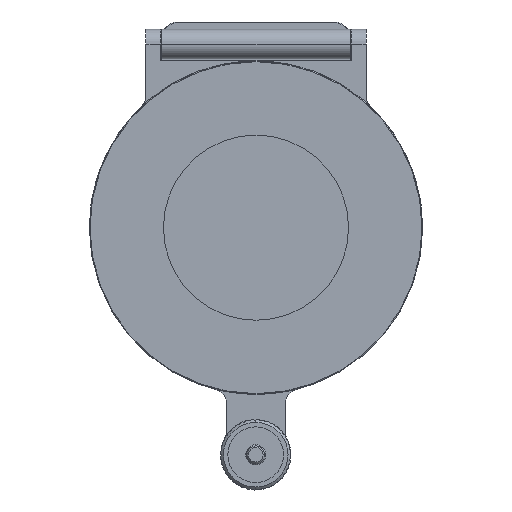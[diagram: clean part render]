
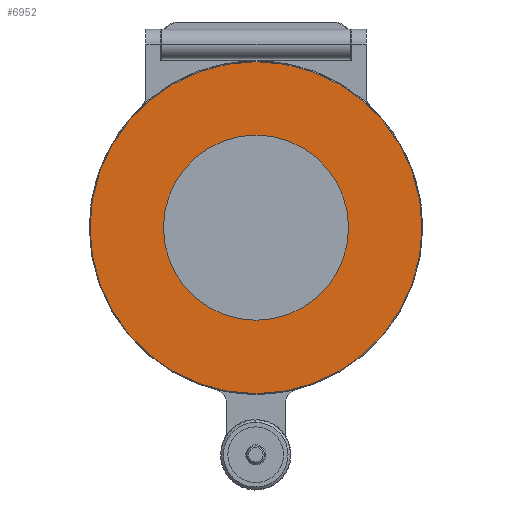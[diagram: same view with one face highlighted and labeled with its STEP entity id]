
A CAD part, front view. The second image highlights one B-rep face of the part: STEP entity #6952.
In plain terms, the highlighted planar face has unit normal (0, -1, 0).
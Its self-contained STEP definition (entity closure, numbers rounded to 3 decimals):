
#294 = EDGE_CURVE ( 'NONE', #3624, #13218, #5930, .T. ) ;
#309 = AXIS2_PLACEMENT_3D ( 'NONE', #1802, #2476, #2754 ) ;
#601 = AXIS2_PLACEMENT_3D ( 'NONE', #7495, #1089, #8557 ) ;
#899 = ORIENTED_EDGE ( 'NONE', *, *, #7897, .F. ) ;
#1089 = DIRECTION ( 'NONE',  ( 0., 1., 0. ) ) ;
#1286 = EDGE_CURVE ( 'NONE', #10255, #5722, #5798, .T. ) ;
#1802 = CARTESIAN_POINT ( 'NONE',  ( 0.001, -37.5, 0. ) ) ;
#2174 = DIRECTION ( 'NONE',  ( -1., 0., 0. ) ) ;
#2476 = DIRECTION ( 'NONE',  ( 0., 1., 0. ) ) ;
#2619 = EDGE_CURVE ( 'NONE', #13218, #3624, #5710, .T. ) ;
#2702 = ORIENTED_EDGE ( 'NONE', *, *, #1286, .F. ) ;
#2754 = DIRECTION ( 'NONE',  ( 1., 0., 0. ) ) ;
#2939 = DIRECTION ( 'NONE',  ( 0., 1., 0. ) ) ;
#3624 = VERTEX_POINT ( 'NONE', #3995 ) ;
#3994 = AXIS2_PLACEMENT_3D ( 'NONE', #9329, #2939, #10381 ) ;
#3995 = CARTESIAN_POINT ( 'NONE',  ( -31.499, -37.5, 0. ) ) ;
#4632 = DIRECTION ( 'NONE',  ( 0., 1., 0. ) ) ;
#5095 = EDGE_LOOP ( 'NONE', ( #5411, #10359 ) ) ;
#5411 = ORIENTED_EDGE ( 'NONE', *, *, #2619, .T. ) ;
#5683 = CIRCLE ( 'NONE', #10243, 56.5 ) ;
#5710 = CIRCLE ( 'NONE', #309, 31.5 ) ;
#5722 = VERTEX_POINT ( 'NONE', #5742 ) ;
#5742 = CARTESIAN_POINT ( 'NONE',  ( -56.499, -37.5, 0. ) ) ;
#5798 = CIRCLE ( 'NONE', #12680, 56.5 ) ;
#5847 = CARTESIAN_POINT ( 'NONE',  ( 0.001, -37.5, 0. ) ) ;
#5930 = CIRCLE ( 'NONE', #3994, 31.5 ) ;
#6945 = DIRECTION ( 'NONE',  ( -1., 0., 0. ) ) ;
#6952 = ADVANCED_FACE ( 'NONE', ( #13201, #7594 ), #12710, .F. ) ;
#7234 = CARTESIAN_POINT ( 'NONE',  ( 31.501, -37.5, 0. ) ) ;
#7420 = CARTESIAN_POINT ( 'NONE',  ( 0.001, -37.5, 0. ) ) ;
#7495 = CARTESIAN_POINT ( 'NONE',  ( 56.751, -37.5, 0. ) ) ;
#7594 = FACE_OUTER_BOUND ( 'NONE', #11494, .T. ) ;
#7897 = EDGE_CURVE ( 'NONE', #5722, #10255, #5683, .T. ) ;
#8557 = DIRECTION ( 'NONE',  ( -1., 0., 0. ) ) ;
#9329 = CARTESIAN_POINT ( 'NONE',  ( 0.001, -37.5, 0. ) ) ;
#9523 = CARTESIAN_POINT ( 'NONE',  ( 56.501, -37.5, 0. ) ) ;
#10243 = AXIS2_PLACEMENT_3D ( 'NONE', #5847, #13259, #6945 ) ;
#10255 = VERTEX_POINT ( 'NONE', #9523 ) ;
#10359 = ORIENTED_EDGE ( 'NONE', *, *, #294, .T. ) ;
#10381 = DIRECTION ( 'NONE',  ( 1., 0., 0. ) ) ;
#11494 = EDGE_LOOP ( 'NONE', ( #899, #2702 ) ) ;
#12680 = AXIS2_PLACEMENT_3D ( 'NONE', #7420, #4632, #2174 ) ;
#12710 = PLANE ( 'NONE',  #601 ) ;
#13201 = FACE_BOUND ( 'NONE', #5095, .T. ) ;
#13218 = VERTEX_POINT ( 'NONE', #7234 ) ;
#13259 = DIRECTION ( 'NONE',  ( 0., 1., 0. ) ) ;
